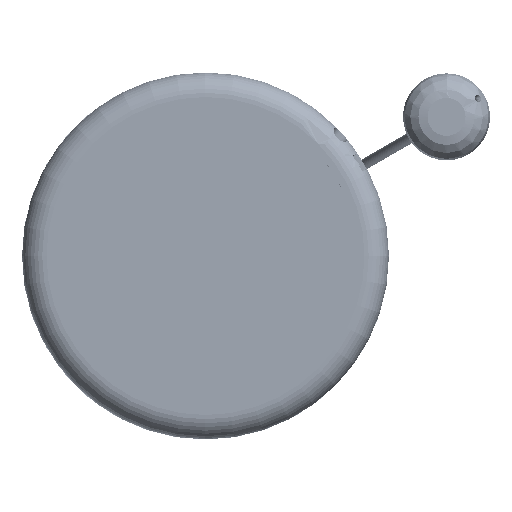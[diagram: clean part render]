
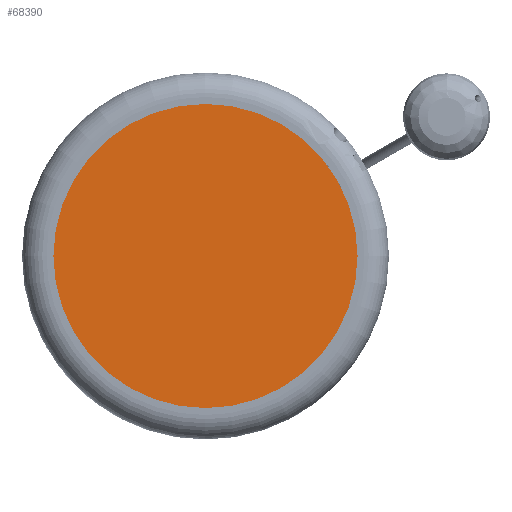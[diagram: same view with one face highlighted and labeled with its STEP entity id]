
A CAD part, front view. The second image highlights one B-rep face of the part: STEP entity #68390.
In plain terms, the highlighted planar face has unit normal (0, -1, 0).
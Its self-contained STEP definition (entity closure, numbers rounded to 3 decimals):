
#4805=PLANE('',#73789);
#7774=FACE_OUTER_BOUND('',#11772,.T.);
#11772=EDGE_LOOP('',(#56025));
#26357=CIRCLE('',#73788,111.9);
#31192=VERTEX_POINT('',#131537);
#39909=EDGE_CURVE('',#31192,#31192,#26357,.F.);
#56025=ORIENTED_EDGE('',*,*,#39909,.T.);
#68390=ADVANCED_FACE('',(#7774),#4805,.T.);
#73788=AXIS2_PLACEMENT_3D('',#131539,#86478,#86479);
#73789=AXIS2_PLACEMENT_3D('',#131540,#86480,#86481);
#86478=DIRECTION('center_axis',(0.,1.,0.));
#86479=DIRECTION('ref_axis',(1.,0.,0.));
#86480=DIRECTION('center_axis',(0.,-1.,0.));
#86481=DIRECTION('ref_axis',(-1.,0.,0.));
#131537=CARTESIAN_POINT('',(-111.9,0.,0.));
#131539=CARTESIAN_POINT('Origin',(0.,0.,0.));
#131540=CARTESIAN_POINT('Origin',(0.,0.,0.));
